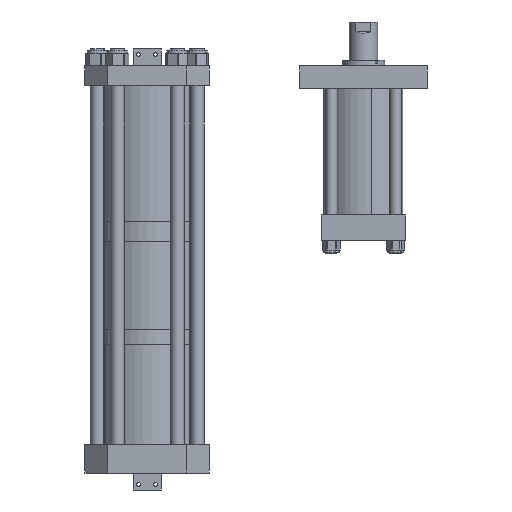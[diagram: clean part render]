
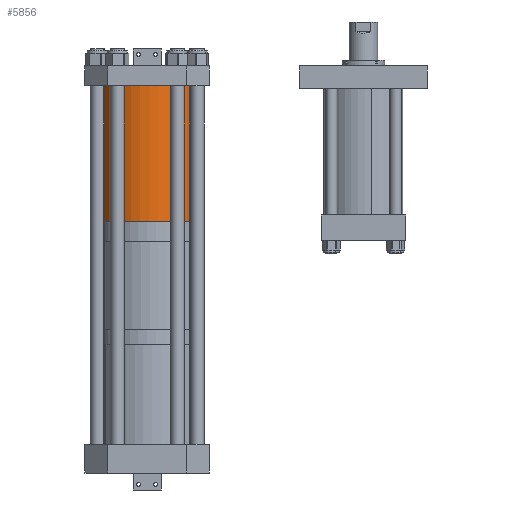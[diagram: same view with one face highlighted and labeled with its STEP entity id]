
A CAD part, front view. The second image highlights one B-rep face of the part: STEP entity #5856.
In plain terms, the highlighted cylindrical face has radius 114.3 mm (diameter 228.6 mm), a partial arc.
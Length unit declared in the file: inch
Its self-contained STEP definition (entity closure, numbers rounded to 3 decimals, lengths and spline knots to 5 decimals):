
#698 = LINE ( 'NONE', #4337, #7980 ) ;
#750 = CIRCLE ( 'NONE', #5901, 4.5 ) ;
#896 = VECTOR ( 'NONE', #11602, 39.37008 ) ;
#1616 = VERTEX_POINT ( 'NONE', #8482 ) ;
#1955 = FACE_OUTER_BOUND ( 'NONE', #5699, .T. ) ;
#2244 = DIRECTION ( 'NONE',  ( 0., 0., 1. ) ) ;
#4269 = DIRECTION ( 'NONE',  ( 1., 0., 0. ) ) ;
#4337 = CARTESIAN_POINT ( 'NONE',  ( -4.5, 0., 12.002 ) ) ;
#5400 = VERTEX_POINT ( 'NONE', #11061 ) ;
#5699 = EDGE_LOOP ( 'NONE', ( #15203, #8354, #10249, #16502 ) ) ;
#5856 = ADVANCED_FACE ( 'NONE', ( #1955 ), #16722, .T. ) ;
#5901 = AXIS2_PLACEMENT_3D ( 'NONE', #10892, #12442, #4269 ) ;
#6311 = CARTESIAN_POINT ( 'NONE',  ( 4.5, 0., 12.002 ) ) ;
#6400 = CARTESIAN_POINT ( 'NONE',  ( 0., 0., 0. ) ) ;
#7198 = AXIS2_PLACEMENT_3D ( 'NONE', #6400, #2244, #15936 ) ;
#7408 = EDGE_CURVE ( 'NONE', #13006, #5400, #8397, .T. ) ;
#7785 = DIRECTION ( 'NONE',  ( -1., 0., 0. ) ) ;
#7980 = VECTOR ( 'NONE', #12450, 39.37008 ) ;
#8354 = ORIENTED_EDGE ( 'NONE', *, *, #13475, .F. ) ;
#8397 = LINE ( 'NONE', #8869, #896 ) ;
#8482 = CARTESIAN_POINT ( 'NONE',  ( -4.5, 0., 12.002 ) ) ;
#8647 = EDGE_CURVE ( 'NONE', #1616, #12533, #698, .T. ) ;
#8869 = CARTESIAN_POINT ( 'NONE',  ( 4.5, 0., 12.002 ) ) ;
#9472 = CIRCLE ( 'NONE', #7198, 4.5 ) ;
#10249 = ORIENTED_EDGE ( 'NONE', *, *, #8647, .T. ) ;
#10892 = CARTESIAN_POINT ( 'NONE',  ( 0., 0., 12.002 ) ) ;
#11061 = CARTESIAN_POINT ( 'NONE',  ( 4.5, 0., 0. ) ) ;
#11602 = DIRECTION ( 'NONE',  ( 0., 0., -1. ) ) ;
#12442 = DIRECTION ( 'NONE',  ( 0., 0., 1. ) ) ;
#12450 = DIRECTION ( 'NONE',  ( 0., 0., -1. ) ) ;
#12533 = VERTEX_POINT ( 'NONE', #16821 ) ;
#13006 = VERTEX_POINT ( 'NONE', #6311 ) ;
#13207 = DIRECTION ( 'NONE',  ( 0., 0., -1. ) ) ;
#13475 = EDGE_CURVE ( 'NONE', #1616, #13006, #750, .T. ) ;
#15203 = ORIENTED_EDGE ( 'NONE', *, *, #7408, .F. ) ;
#15936 = DIRECTION ( 'NONE',  ( 1., 0., 0. ) ) ;
#16117 = CARTESIAN_POINT ( 'NONE',  ( 0., 0., 12.002 ) ) ;
#16502 = ORIENTED_EDGE ( 'NONE', *, *, #16990, .T. ) ;
#16722 = CYLINDRICAL_SURFACE ( 'NONE', #16839, 4.5 ) ;
#16821 = CARTESIAN_POINT ( 'NONE',  ( -4.5, 0., 0. ) ) ;
#16839 = AXIS2_PLACEMENT_3D ( 'NONE', #16117, #13207, #7785 ) ;
#16990 = EDGE_CURVE ( 'NONE', #12533, #5400, #9472, .T. ) ;
